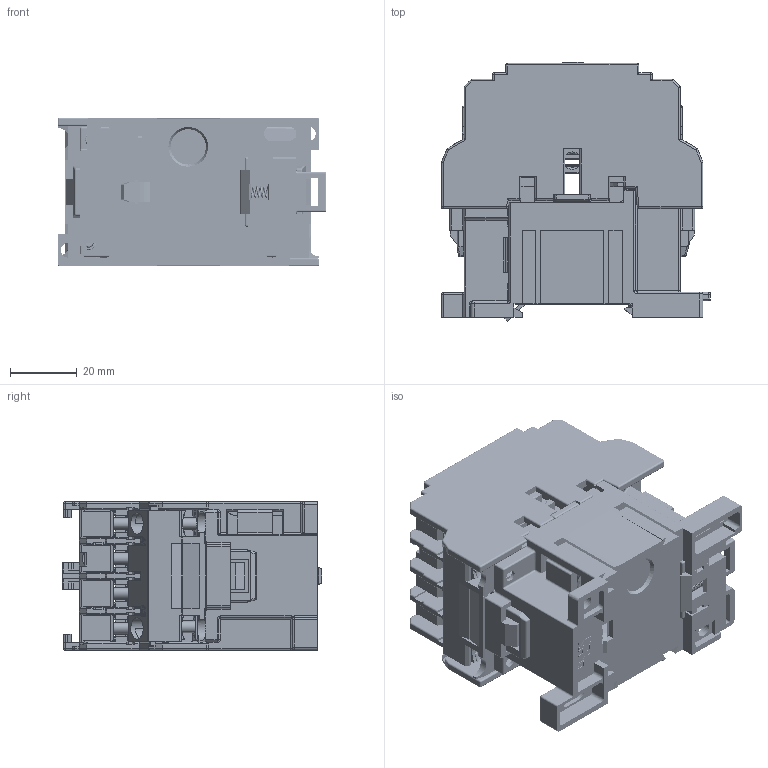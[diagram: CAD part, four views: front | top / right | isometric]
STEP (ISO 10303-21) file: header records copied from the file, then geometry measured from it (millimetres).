
FILE_DESCRIPTION((''),'2;1');
FILE_NAME('KNL6-16_ASM','2023-09-04T12:38:04',('pkristl'),('Audax d.o.o.'),'CREO PARAMETRIC BY PTC INC, 2020454','CREO PARAMETRIC BY PTC INC, 2020454','');
FILE_SCHEMA(('AP242_MANAGED_MODEL_BASED_3D_ENGINEERING_MIM_LF { 1 0 10303 442 1 1 4 }'));
Products named in the file (31): 37424087_15; 37422868_66; 37422866_22; 38422777_ASM_19_ASM; 37250443_17_ASM; 38150125_ASM_47_ASM; 38150229_ASM_8_ASM; 38422777_S_KOTVIJO_ASM_10_ASM; 37424088_85; 37424090_18; 37200646_F1_10; 38422745_ASM_16_ASM; 37430049_72; 37551823_RAZBREMENJEN_14; 37551824_RAZBREMENJEN_14; M35_54; P-M35_19; 38300102_ASM_21_ASM; 38502272_ASM_33_ASM; 38552394_10; 37424257_5; 37424089_12; 37421927_VGRAJEN_13; 38150124_ASM_44_ASM; 38150162_ASM_26_ASM; 38552393_17; 37423904_21; 37150134_ASM_48_ASM; 38150230_ASM_17_ASM; 30050474_ASM_38_ASM; KNL6-16_ASM
Assembly tree (47 placements, depth 5):
  KNL6-16_ASM
    30050474_ASM_38_ASM
      37424087_15
      38422777_S_KOTVIJO_ASM_10_ASM
        38422777_ASM_19_ASM
          37422868_66
          37422866_22
        37250443_17_ASM
        38150125_ASM_47_ASM
        38150229_ASM_8_ASM
      38422745_ASM_16_ASM
        37424088_85
        37424090_18
        37200646_F1_10
      38502272_ASM_33_ASM
        37430049_72
        37551823_RAZBREMENJEN_14
        37551824_RAZBREMENJEN_14
        38300102_ASM_21_ASM  x3
          M35_54
          P-M35_19
      38552394_10  x2
      38300102_ASM_21_ASM  x8
        M35_54
        P-M35_19
      37424257_5
      37424089_12  x2
      37421927_VGRAJEN_13
      38150162_ASM_26_ASM
        38150124_ASM_44_ASM
      38552393_17  x6
      37423904_21
      38150230_ASM_17_ASM
        37150134_ASM_48_ASM
Bounding box: 80.75 x 77.81 x 44.7 mm (x, y, z)
Volume: 77902.6 mm3; surface area: 99116.8 mm2
Topology: 44 solids, 44 shells, 5853 faces, 16949 edges, 11514 vertices
Faces by surface type: plane 3435, cylinder 1334, torus 510, bspline 289, cone 183, sphere 90, extrusion 12
Entity records: 181641 total; most frequent: CARTESIAN_POINT 36244, ORIENTED_EDGE 22498, DIRECTION 21474, PRESENTATION_STYLE_ASSIGNMENT 11376, STYLED_ITEM 11368, EDGE_CURVE 11249, CURVE_STYLE 11172, VECTOR 8814
